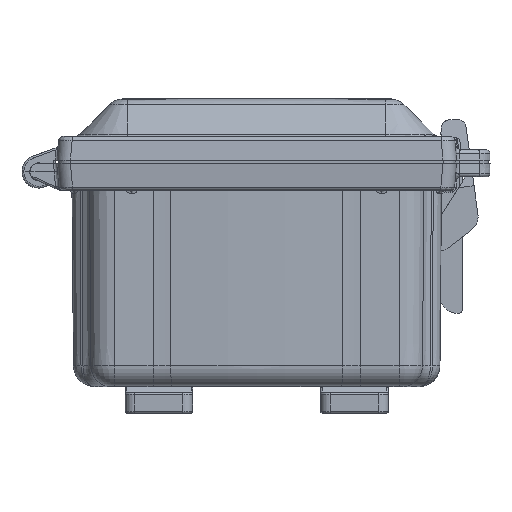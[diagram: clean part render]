
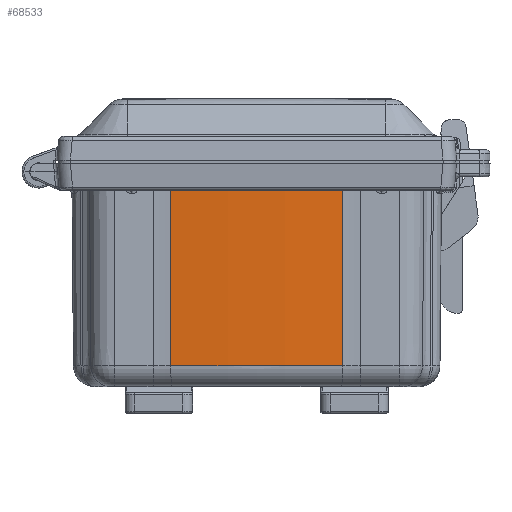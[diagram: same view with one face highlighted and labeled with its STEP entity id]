
A CAD part, front view. The second image highlights one B-rep face of the part: STEP entity #68533.
In plain terms, the highlighted conical face has half-angle 0.5 degrees and reference radius 623.048 mm.
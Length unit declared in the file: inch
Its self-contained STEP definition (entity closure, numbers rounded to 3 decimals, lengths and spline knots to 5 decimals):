
#489 = EDGE_CURVE ( 'NONE', #80375, #51684, #17642, .T. ) ;
#9355 = VECTOR ( 'NONE', #28349, 39.37008 ) ;
#14075 = AXIS2_PLACEMENT_3D ( 'NONE', #82794, #89843, #52184 ) ;
#15104 = AXIS2_PLACEMENT_3D ( 'NONE', #42254, #88906, #97430 ) ;
#17642 = LINE ( 'NONE', #97921, #89183 ) ;
#18334 = CIRCLE ( 'NONE', #15104, 24.52947 ) ;
#21724 = CARTESIAN_POINT ( 'NONE',  ( -1.6399, -3.14123, -1.65726 ) ) ;
#22712 = CIRCLE ( 'NONE', #14075, 24.49849 ) ;
#24670 = ORIENTED_EDGE ( 'NONE', *, *, #80130, .T. ) ;
#28349 = DIRECTION ( 'NONE',  ( 0.001, -0.009, 1. ) ) ;
#29197 = DIRECTION ( 'NONE',  ( -1., 0., 0. ) ) ;
#30479 = CARTESIAN_POINT ( 'NONE',  ( 1.54817, -3.17213, 1.89171 ) ) ;
#30594 = VERTEX_POINT ( 'NONE', #64913 ) ;
#31513 = EDGE_LOOP ( 'NONE', ( #57491, #59234, #38825, #24670 ) ) ;
#36229 = FACE_OUTER_BOUND ( 'NONE', #31513, .T. ) ;
#38042 = EDGE_CURVE ( 'NONE', #46576, #80375, #18334, .T. ) ;
#38825 = ORIENTED_EDGE ( 'NONE', *, *, #96495, .F. ) ;
#42254 = CARTESIAN_POINT ( 'NONE',  ( -0.04688, 21.30542, 1.89171 ) ) ;
#43227 = DIRECTION ( 'NONE',  ( 0.001, 0.009, -1. ) ) ;
#46576 = VERTEX_POINT ( 'NONE', #30479 ) ;
#51684 = VERTEX_POINT ( 'NONE', #21724 ) ;
#51719 = AXIS2_PLACEMENT_3D ( 'NONE', #89452, #82414, #29197 ) ;
#52184 = DIRECTION ( 'NONE',  ( 0.066, -0.998, 0. ) ) ;
#57491 = ORIENTED_EDGE ( 'NONE', *, *, #38042, .T. ) ;
#59234 = ORIENTED_EDGE ( 'NONE', *, *, #489, .T. ) ;
#59752 = CONICAL_SURFACE ( 'NONE', #51719, 24.52947, 0.009 ) ;
#64913 = CARTESIAN_POINT ( 'NONE',  ( 1.54615, -3.14123, -1.65726 ) ) ;
#66054 = LINE ( 'NONE', #73589, #9355 ) ;
#68533 = ADVANCED_FACE ( 'NONE', ( #36229 ), #59752, .T. ) ;
#73589 = CARTESIAN_POINT ( 'NONE',  ( 1.54716, -3.15668, 0.11722 ) ) ;
#75051 = CARTESIAN_POINT ( 'NONE',  ( -1.64192, -3.17213, 1.89171 ) ) ;
#80130 = EDGE_CURVE ( 'NONE', #30594, #46576, #66054, .T. ) ;
#80375 = VERTEX_POINT ( 'NONE', #75051 ) ;
#82414 = DIRECTION ( 'NONE',  ( 0., 0., 1. ) ) ;
#82794 = CARTESIAN_POINT ( 'NONE',  ( -0.04688, 21.30542, -1.65726 ) ) ;
#88906 = DIRECTION ( 'NONE',  ( 0., 0., -1. ) ) ;
#89183 = VECTOR ( 'NONE', #43227, 39.37008 ) ;
#89452 = CARTESIAN_POINT ( 'NONE',  ( -0.04688, 21.30542, 1.89171 ) ) ;
#89843 = DIRECTION ( 'NONE',  ( 0., 0., -1. ) ) ;
#96495 = EDGE_CURVE ( 'NONE', #30594, #51684, #22712, .T. ) ;
#97430 = DIRECTION ( 'NONE',  ( 0., -1., 0. ) ) ;
#97921 = CARTESIAN_POINT ( 'NONE',  ( -1.64091, -3.15668, 0.11722 ) ) ;
